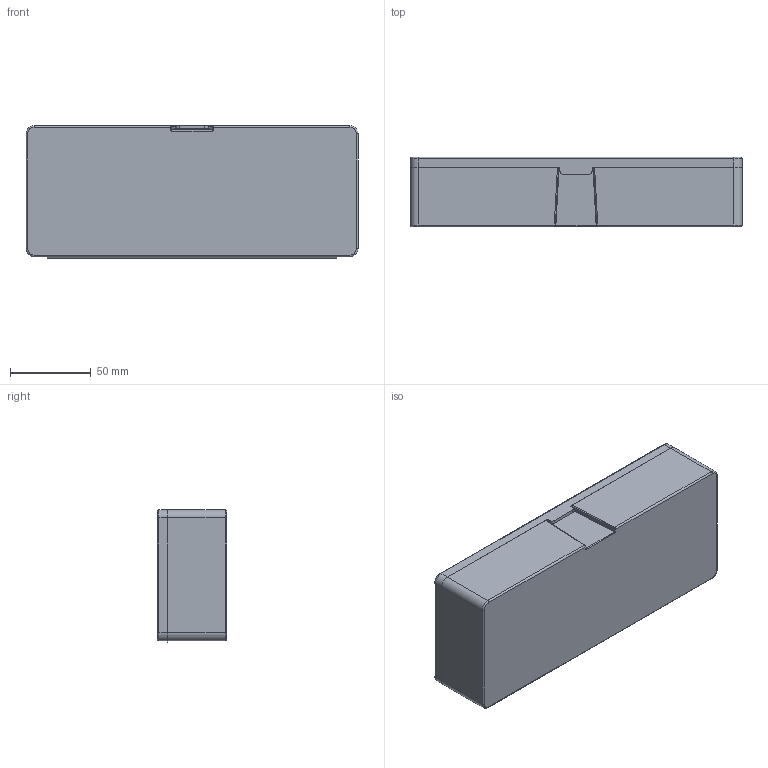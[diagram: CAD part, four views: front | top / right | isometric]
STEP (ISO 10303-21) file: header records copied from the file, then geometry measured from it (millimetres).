
FILE_DESCRIPTION (( 'STEP AP214' ), '1' );
FILE_NAME ('B148 Êîðîáêà ïëàñòèêîâàÿ, 208x82x45 ìì.STEP', '2020-04-06T13:10:27', ( '' ), ( '' ), 'SwSTEP 2.0', 'SolidWorks 2020', '' );
FILE_SCHEMA (( 'AUTOMOTIVE_DESIGN' ));
Length unit declared in the file: millimetre
Products named in the file (3): B148 Êîðîáêà ïëàñòèêîâàÿ, 208x82x45 ìì; B148 Åìêîñòü; B148 Êðûøêà
Assembly tree (2 placements, depth 2):
  B148 Êîðîáêà ïëàñòèêîâàÿ, 208x82x45 ìì
    B148 Åìêîñòü
    B148 Êðûøêà
Bounding box: 205.5 x 43 x 82 mm (x, y, z)
Volume: 85302.3 mm3; surface area: 115625 mm2
Topology: 2 solids, 2 shells, 151 faces, 395 edges, 252 vertices
Faces by surface type: plane 72, cylinder 59, torus 16, bspline 4
Entity records: 4775 total; most frequent: CARTESIAN_POINT 949, ORIENTED_EDGE 790, DIRECTION 789, EDGE_CURVE 395, AXIS2_PLACEMENT_3D 268, LINE 253, VECTOR 253, VERTEX_POINT 252
